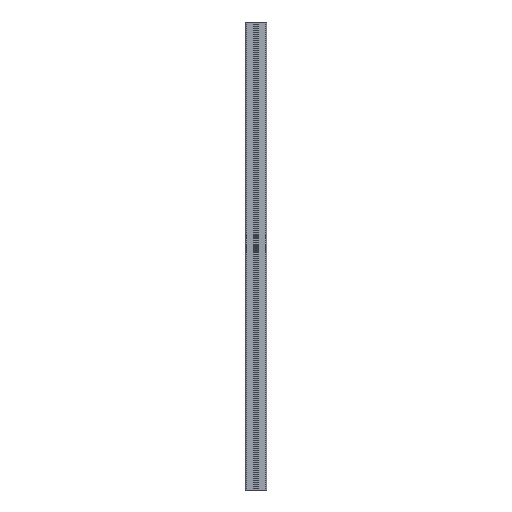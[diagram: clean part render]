
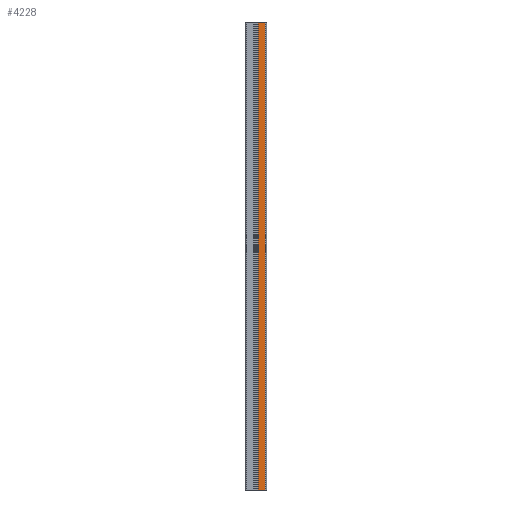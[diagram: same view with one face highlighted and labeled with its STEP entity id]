
A CAD part, front view. The second image highlights one B-rep face of the part: STEP entity #4228.
In plain terms, the highlighted planar face has unit normal (0, -1, 0).
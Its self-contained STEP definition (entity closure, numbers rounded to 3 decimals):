
#92=PLANE('',#4588);
#282=FACE_OUTER_BOUND('',#496,.T.);
#496=EDGE_LOOP('',(#3274,#3275,#3276,#3277));
#852=LINE('',#6801,#1296);
#853=LINE('',#6804,#1297);
#854=LINE('',#6806,#1298);
#855=LINE('',#6807,#1299);
#1296=VECTOR('',#5548,1.);
#1297=VECTOR('',#5551,1.);
#1298=VECTOR('',#5552,1.);
#1299=VECTOR('',#5553,1.);
#1938=VERTEX_POINT('',#6797);
#1939=VERTEX_POINT('',#6799);
#1940=VERTEX_POINT('',#6803);
#1941=VERTEX_POINT('',#6805);
#2500=EDGE_CURVE('',#1938,#1939,#852,.T.);
#2501=EDGE_CURVE('',#1940,#1938,#853,.T.);
#2502=EDGE_CURVE('',#1941,#1939,#854,.T.);
#2503=EDGE_CURVE('',#1940,#1941,#855,.T.);
#3274=ORIENTED_EDGE('',*,*,#2501,.T.);
#3275=ORIENTED_EDGE('',*,*,#2500,.T.);
#3276=ORIENTED_EDGE('',*,*,#2502,.F.);
#3277=ORIENTED_EDGE('',*,*,#2503,.F.);
#4228=ADVANCED_FACE('',(#282),#92,.T.);
#4588=AXIS2_PLACEMENT_3D('',#6802,#5549,#5550);
#5548=DIRECTION('',(0.,0.,1.));
#5549=DIRECTION('center_axis',(0.,-1.,0.));
#5550=DIRECTION('ref_axis',(1.,0.,0.));
#5551=DIRECTION('',(1.,0.,0.));
#5552=DIRECTION('',(1.,0.,0.));
#5553=DIRECTION('',(0.,0.,1.));
#6797=CARTESIAN_POINT('',(42.5,0.,0.));
#6799=CARTESIAN_POINT('',(42.5,0.,1000.));
#6801=CARTESIAN_POINT('',(42.5,0.,0.));
#6802=CARTESIAN_POINT('Origin',(26.9,0.,0.));
#6803=CARTESIAN_POINT('',(26.9,0.,0.));
#6804=CARTESIAN_POINT('',(26.9,0.,0.));
#6805=CARTESIAN_POINT('',(26.9,0.,1000.));
#6806=CARTESIAN_POINT('',(26.9,0.,1000.));
#6807=CARTESIAN_POINT('',(26.9,0.,0.));
